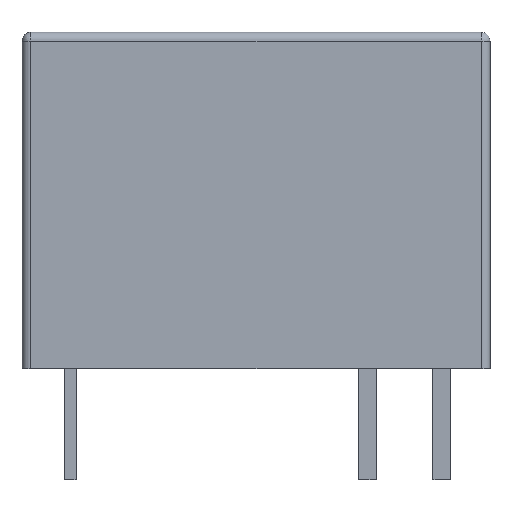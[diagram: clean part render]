
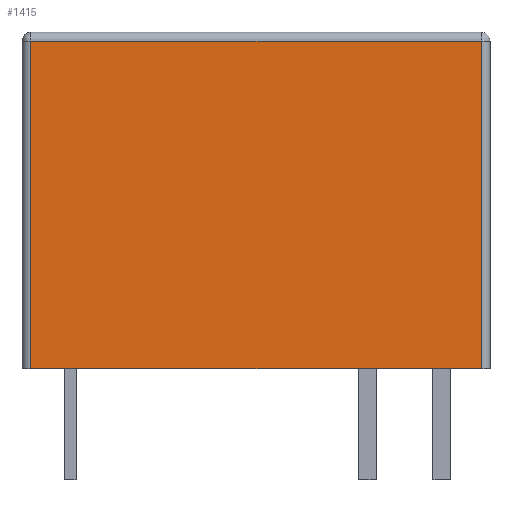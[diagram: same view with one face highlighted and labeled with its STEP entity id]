
A CAD part, front view. The second image highlights one B-rep face of the part: STEP entity #1415.
In plain terms, the highlighted free-form (B-spline) face has degree [1, 1] with [2, 2] control points.
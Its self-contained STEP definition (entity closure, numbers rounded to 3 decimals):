
#1031=CARTESIAN_POINT('',(-7.7,-5.5,11.2));
#1032=VERTEX_POINT('',#1031);
#1099=CARTESIAN_POINT('',(7.7,-5.5,11.2));
#1100=VERTEX_POINT('',#1099);
#1248=CARTESIAN_POINT('',(-7.7,-5.5,11.2));
#1249=DIRECTION('',(1.0,0.0,0.0));
#1250=VECTOR('',#1249,15.4);
#1251=LINE('',#1248,#1250);
#1252=EDGE_CURVE('',#1032,#1100,#1251,.T.);
#1269=CARTESIAN_POINT('',(7.7,-5.5,0.0));
#1270=VERTEX_POINT('',#1269);
#1287=CARTESIAN_POINT('',(7.7,-5.5,11.2));
#1288=DIRECTION('',(0.0,0.0,-1.0));
#1289=VECTOR('',#1288,11.2);
#1290=LINE('',#1287,#1289);
#1291=EDGE_CURVE('',#1100,#1270,#1290,.T.);
#1357=CARTESIAN_POINT('',(-7.7,-5.5,0.0));
#1358=VERTEX_POINT('',#1357);
#1366=CARTESIAN_POINT('',(-7.7,-5.5,0.0));
#1367=DIRECTION('',(0.0,0.0,1.0));
#1368=VECTOR('',#1367,11.2);
#1369=LINE('',#1366,#1368);
#1370=EDGE_CURVE('',#1358,#1032,#1369,.T.);
#1399=CARTESIAN_POINT('',(-7.7,-5.5,0.0));
#1400=CARTESIAN_POINT('',(-7.7,-5.5,11.2));
#1401=CARTESIAN_POINT('',(7.7,-5.5,0.0));
#1402=CARTESIAN_POINT('',(7.7,-5.5,11.2));
#1403=B_SPLINE_SURFACE_WITH_KNOTS('',1,1,((#1399,#1401),(#1400,#1402)),.UNSPECIFIED.,.F.,.F.,.U.,(2,2),(2,2),(0.0,11.2),(0.0,15.4),.UNSPECIFIED.);
#1404=ORIENTED_EDGE('',*,*,#1291,.F.);
#1405=ORIENTED_EDGE('',*,*,#1252,.F.);
#1406=ORIENTED_EDGE('',*,*,#1370,.F.);
#1407=CARTESIAN_POINT('',(-7.7,-5.5,0.0));
#1408=DIRECTION('',(1.0,0.0,0.0));
#1409=VECTOR('',#1408,15.4);
#1410=LINE('',#1407,#1409);
#1411=EDGE_CURVE('',#1358,#1270,#1410,.T.);
#1412=ORIENTED_EDGE('',*,*,#1411,.T.);
#1413=EDGE_LOOP('',(#1404,#1405,#1406,#1412));
#1414=FACE_OUTER_BOUND('',#1413,.T.);
#1415=ADVANCED_FACE('',(#1414),#1403,.F.);
